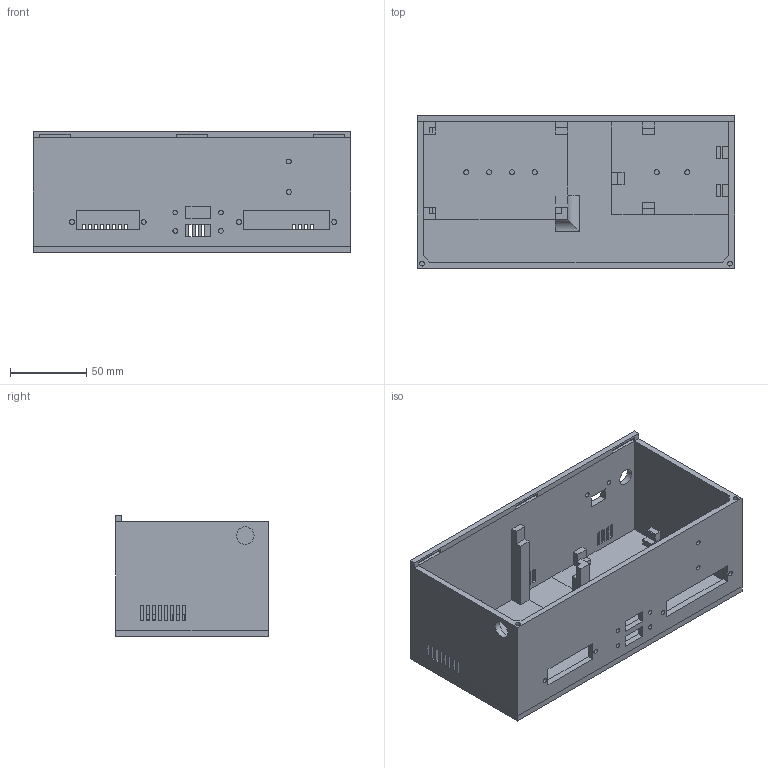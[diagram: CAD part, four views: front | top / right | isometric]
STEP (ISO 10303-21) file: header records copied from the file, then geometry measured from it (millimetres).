
FILE_DESCRIPTION(('FreeCAD Model'),'2;1');
FILE_NAME('Open CASCADE Shape Model','2024-05-04T18:45:59',('Author'),( ''),'Open CASCADE STEP processor 7.6','FreeCAD','Unknown');
FILE_SCHEMA(('AUTOMOTIVE_DESIGN { 1 0 10303 214 1 1 1 1 }'));
Length unit declared in the file: millimetre
Products named in the file (1): Reinforced control box with straps
Bounding box: 208 x 100 x 79 mm (x, y, z)
Volume: 265954.3 mm3; surface area: 136238.4 mm2
Topology: 1 solids, 1 shells, 292 faces, 790 edges, 510 vertices
Faces by surface type: plane 265, cylinder 27
Full cylindrical faces by diameter (mm): 3 x4, 3.25 x16, 11 x1, 11.5 x1
Entity records: 9157 total; most frequent: CARTESIAN_POINT 1593, ORIENTED_EDGE 1580, DIRECTION 1429, EDGE_CURVE 790, LINE 737, VECTOR 737, VERTEX_POINT 510, FACE_BOUND 386
